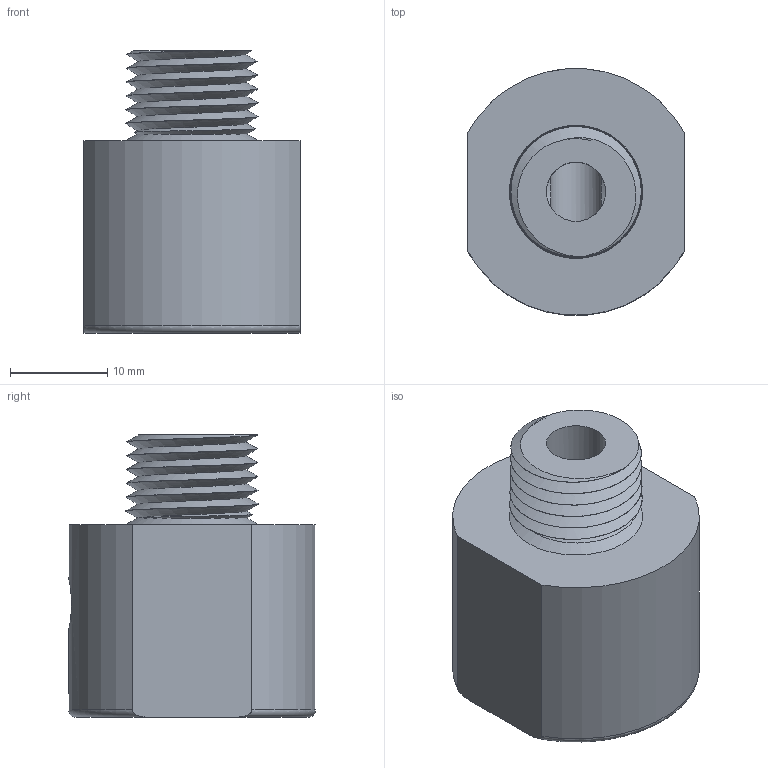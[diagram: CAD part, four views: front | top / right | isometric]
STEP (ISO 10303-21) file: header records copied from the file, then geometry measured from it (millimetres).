
FILE_DESCRIPTION(/* description */ (' MOUNTING HARDWARE, GREASE FITTING, 1/4 NPT'),/* implementation_level */ '2;1');
FILE_NAME(/* name */ 'MH134-1C.stp',/* time_stamp */ '2026-02-02T13:42:32-05:00',/* author */ ('cthayer'),/* organization */ (''),/* preprocessor_version */ 'ST-DEVELOPER v20',/* originating_system */ 'Autodesk Inventor 2025',/* authorisation */ '');
FILE_SCHEMA (('AUTOMOTIVE_DESIGN { 1 0 10303 214 3 1 1 }'));
Length unit declared in the file: inch
Products named in the file (1): MHP10092
Bounding box: 22.23 x 25.38 x 29.08 mm (x, y, z)
Volume: 9561.1 mm3; surface area: 3990.2 mm2
Topology: 1 solids, 1 shells, 39 faces, 107 edges, 70 vertices
Faces by surface type: cylinder 14, cone 13, plane 6, bspline 4, torus 2
Full cylindrical faces by diameter (mm): 5.359 x4, 6.096 x1
Entity records: 3532 total; most frequent: CARTESIAN_POINT 2594, ORIENTED_EDGE 210, DIRECTION 146, EDGE_CURVE 105, VERTEX_POINT 70, AXIS2_PLACEMENT_3D 57, B_SPLINE_CURVE_WITH_KNOTS 52, EDGE_LOOP 43
